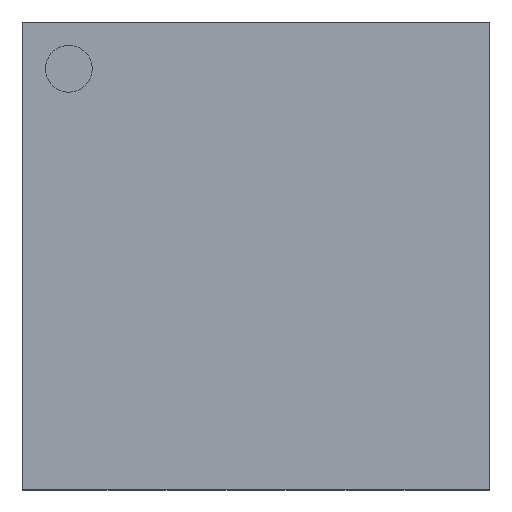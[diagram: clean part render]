
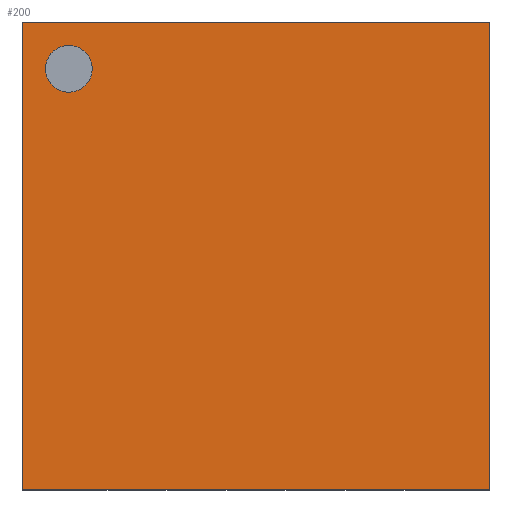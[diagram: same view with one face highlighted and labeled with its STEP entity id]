
A CAD part, top view. The second image highlights one B-rep face of the part: STEP entity #200.
In plain terms, the highlighted planar face has unit normal (0, 0, 1).
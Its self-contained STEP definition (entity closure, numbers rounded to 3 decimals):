
#13=DIRECTION('',(0.,0.,1.));
#20=ORIENTED_EDGE('',*,*,#21,.F.);
#21=EDGE_CURVE('',#22,#24,#26,.T.);
#22=VERTEX_POINT('',#23);
#23=CARTESIAN_POINT('',(-2.,-2.,0.6));
#24=VERTEX_POINT('',#25);
#25=CARTESIAN_POINT('',(-2.,2.,0.6));
#26=LINE('',#23,#27);
#27=VECTOR('',#28,1.);
#28=DIRECTION('',(0.,1.,0.));
#199=DIRECTION('',(1.,0.,0.));
#200=ADVANCED_FACE('',(#201,#217),#226,.T.);
#201=FACE_BOUND('',#202,.T.);
#202=EDGE_LOOP('',(#20,#203,#209,#214));
#203=ORIENTED_EDGE('',*,*,#204,.T.);
#204=EDGE_CURVE('',#22,#205,#207,.T.);
#205=VERTEX_POINT('',#206);
#206=CARTESIAN_POINT('',(2.,-2.,0.6));
#207=LINE('',#23,#208);
#208=VECTOR('',#199,1.);
#209=ORIENTED_EDGE('',*,*,#210,.T.);
#210=EDGE_CURVE('',#205,#211,#213,.T.);
#211=VERTEX_POINT('',#212);
#212=CARTESIAN_POINT('',(2.,2.,0.6));
#213=LINE('',#206,#27);
#214=ORIENTED_EDGE('',*,*,#215,.F.);
#215=EDGE_CURVE('',#24,#211,#216,.T.);
#216=LINE('',#25,#208);
#217=FACE_BOUND('',#218,.T.);
#218=EDGE_LOOP('',(#219));
#219=ORIENTED_EDGE('',*,*,#220,.F.);
#220=EDGE_CURVE('',#221,#221,#223,.T.);
#221=VERTEX_POINT('',#222);
#222=CARTESIAN_POINT('',(-1.4,1.6,0.6));
#223=CIRCLE('',#224,0.2);
#224=AXIS2_PLACEMENT_3D('',#225,#13,#199);
#225=CARTESIAN_POINT('',(-1.6,1.6,0.6));
#226=PLANE('',#227);
#227=AXIS2_PLACEMENT_3D('',#23,#13,#199);
